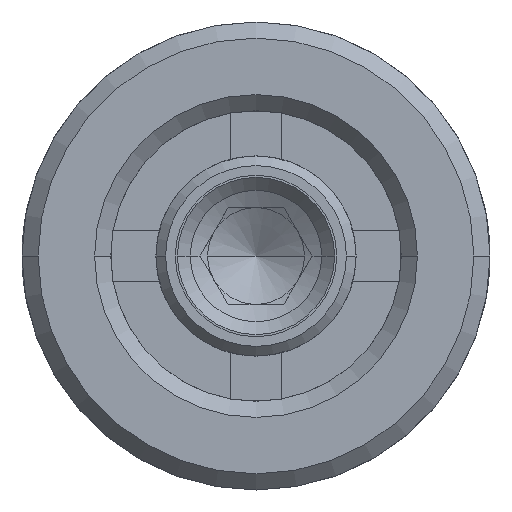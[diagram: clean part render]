
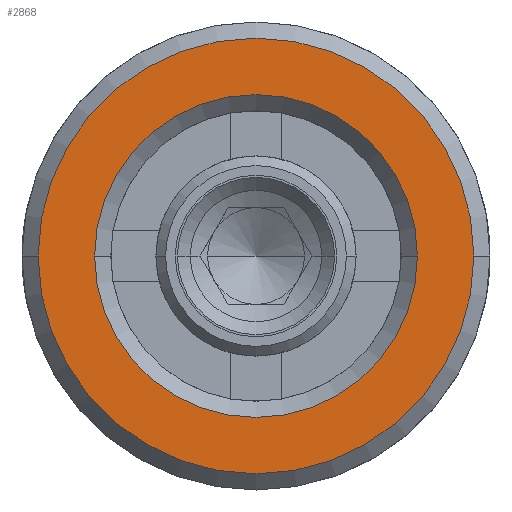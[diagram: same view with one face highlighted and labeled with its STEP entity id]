
A CAD part, left-side view. The second image highlights one B-rep face of the part: STEP entity #2868.
In plain terms, the highlighted planar face has unit normal (-1, 0, 0).
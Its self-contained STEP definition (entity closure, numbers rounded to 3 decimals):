
#590=CARTESIAN_POINT('',(0.,0.,0.));
#591=DIRECTION('',(1.,0.,0.));
#592=DIRECTION('',(0.,1.,0.));
#593=AXIS2_PLACEMENT_3D('',#590,#591,#592);
#610=CARTESIAN_POINT('',(0.,0.,0.));
#611=DIRECTION('',(-1.,0.,0.));
#612=DIRECTION('',(0.,1.,0.));
#613=AXIS2_PLACEMENT_3D('',#610,#611,#612);
#972=CARTESIAN_POINT('',(0.,0.,0.));
#973=DIRECTION('',(-1.,0.,0.));
#974=DIRECTION('',(0.,1.,0.));
#975=AXIS2_PLACEMENT_3D('',#972,#973,#974);
#990=CARTESIAN_POINT('',(0.,0.,0.));
#991=DIRECTION('',(-1.,0.,0.));
#992=DIRECTION('',(0.,-1.,0.));
#993=AXIS2_PLACEMENT_3D('',#990,#991,#992);
#1836=CARTESIAN_POINT('',(0.,6.75,0.));
#1837=CARTESIAN_POINT('',(0.,-6.75,0.));
#1838=VERTEX_POINT('',#1836);
#1839=VERTEX_POINT('',#1837);
#1844=CARTESIAN_POINT('',(0.,-5.,0.));
#1845=CARTESIAN_POINT('',(0.,5.,0.));
#1846=VERTEX_POINT('',#1844);
#1847=VERTEX_POINT('',#1845);
#2852=CARTESIAN_POINT('',(0.,0.,0.));
#2853=DIRECTION('',(1.,0.,0.));
#2854=DIRECTION('',(0.,-1.,0.));
#2855=AXIS2_PLACEMENT_3D('',#2852,#2853,#2854);
#2856=PLANE('',#2855);
#2858=ORIENTED_EDGE('',*,*,#2857,.F.);
#2859=ORIENTED_EDGE('',*,*,#2835,.T.);
#2860=EDGE_LOOP('',(#2858,#2859));
#2861=FACE_OUTER_BOUND('',#2860,.F.);
#2863=ORIENTED_EDGE('',*,*,#2862,.T.);
#2865=ORIENTED_EDGE('',*,*,#2864,.T.);
#2866=EDGE_LOOP('',(#2863,#2865));
#2867=FACE_BOUND('',#2866,.F.);
#2868=ADVANCED_FACE('',(#2861,#2867),#2856,.F.);
#594=CIRCLE('',#593,6.75);
#614=CIRCLE('',#613,6.75);
#976=CIRCLE('',#975,5.);
#994=CIRCLE('',#993,5.);
#2835=EDGE_CURVE('',#1838,#1839,#594,.T.);
#2857=EDGE_CURVE('',#1838,#1839,#614,.T.);
#2862=EDGE_CURVE('',#1847,#1846,#976,.T.);
#2864=EDGE_CURVE('',#1846,#1847,#994,.T.);
